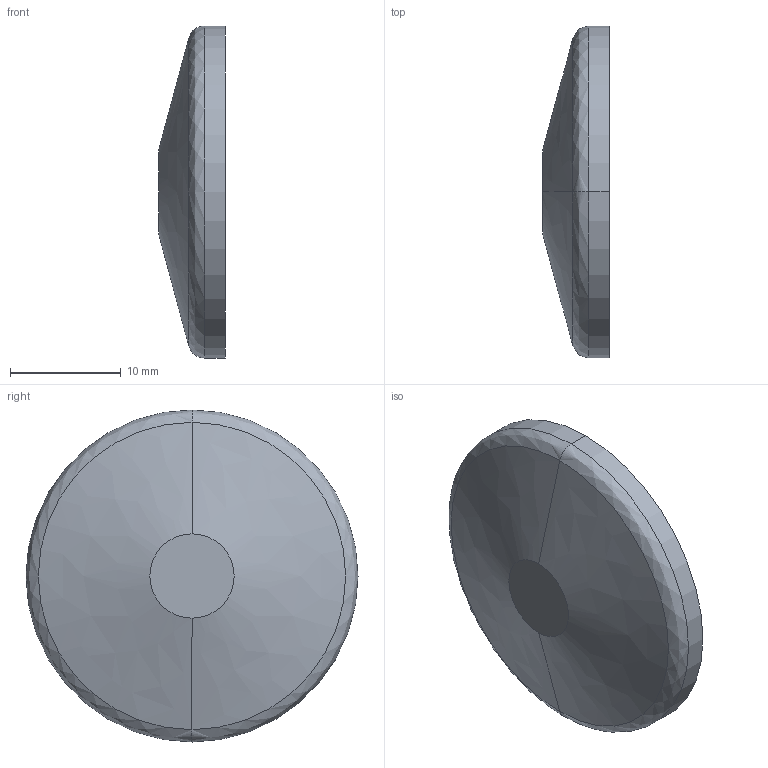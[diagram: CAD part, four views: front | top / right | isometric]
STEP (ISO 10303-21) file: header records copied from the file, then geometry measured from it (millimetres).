
FILE_DESCRIPTION( (''), '2;1');
FILE_NAME ('CAD714.1596.VP4010_26836.stp','2016-04-22T11:28:16',(''),(''),'spGate 11.3.9','spGate','');
FILE_SCHEMA (('AUTOMOTIVE_DESIGN'));
Length unit declared in the file: millimetre
Bounding box: 6 x 30 x 30 mm (x, y, z)
Volume: 2740 mm3; surface area: 1784 mm2
Topology: 1 solids, 1 shells, 11 faces, 20 edges, 12 vertices
Faces by surface type: cylinder 4, bspline 4, plane 3
Entity records: 515 total; most frequent: CARTESIAN_POINT 119, ORIENTED_EDGE 40, DIRECTION 38, COLOUR_RGB 32, PRESENTATION_STYLE_ASSIGNMENT 32, STYLED_ITEM 32, EDGE_CURVE 20, DRAUGHTING_PRE_DEFINED_CURVE_FONT 20
